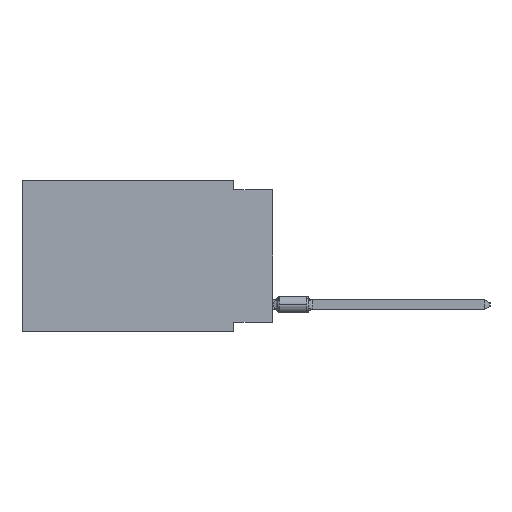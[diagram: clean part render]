
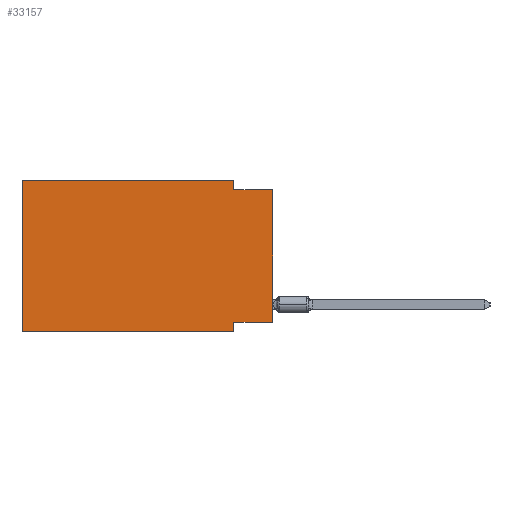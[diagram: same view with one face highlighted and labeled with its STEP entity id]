
A CAD part, left-side view. The second image highlights one B-rep face of the part: STEP entity #33157.
In plain terms, the highlighted planar face has unit normal (-1, 0, 0).
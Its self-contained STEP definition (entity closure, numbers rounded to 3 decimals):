
#686 = ORIENTED_EDGE ( 'NONE', *, *, #27550, .F. ) ;
#728 = EDGE_LOOP ( 'NONE', ( #9725, #686, #27221, #25523, #11699, #32782, #18951, #5998 ) ) ;
#735 = DIRECTION ( 'NONE',  ( 0., 0., -1. ) ) ;
#1685 = EDGE_CURVE ( 'NONE', #30341, #6246, #31878, .T. ) ;
#2305 = LINE ( 'NONE', #13458, #30378 ) ;
#2467 = CARTESIAN_POINT ( 'NONE',  ( 0., 16.383, 0. ) ) ;
#2749 = EDGE_CURVE ( 'NONE', #22066, #9629, #23133, .T. ) ;
#2823 = CARTESIAN_POINT ( 'NONE',  ( 0., 2.54, 0. ) ) ;
#2843 = CARTESIAN_POINT ( 'NONE',  ( 0., 2.54, -9.906 ) ) ;
#3263 = CARTESIAN_POINT ( 'NONE',  ( 0., 0., 0. ) ) ;
#4743 = EDGE_CURVE ( 'NONE', #33527, #29392, #30392, .T. ) ;
#5210 = VERTEX_POINT ( 'NONE', #20337 ) ;
#5998 = ORIENTED_EDGE ( 'NONE', *, *, #13845, .F. ) ;
#6038 = DIRECTION ( 'NONE',  ( 0., 0., -1. ) ) ;
#6183 = DIRECTION ( 'NONE',  ( 0., 0., 1. ) ) ;
#6246 = VERTEX_POINT ( 'NONE', #2843 ) ;
#7022 = VECTOR ( 'NONE', #15447, 1000. ) ;
#9629 = VERTEX_POINT ( 'NONE', #26752 ) ;
#9725 = ORIENTED_EDGE ( 'NONE', *, *, #2749, .T. ) ;
#10144 = LINE ( 'NONE', #34590, #7022 ) ;
#11699 = ORIENTED_EDGE ( 'NONE', *, *, #21103, .F. ) ;
#13458 = CARTESIAN_POINT ( 'NONE',  ( 0., 0., -0.635 ) ) ;
#13845 = EDGE_CURVE ( 'NONE', #22066, #5210, #20121, .T. ) ;
#14306 = DIRECTION ( 'NONE',  ( 0., 1., 0. ) ) ;
#14546 = VECTOR ( 'NONE', #6183, 1000. ) ;
#14619 = LINE ( 'NONE', #15150, #14733 ) ;
#14733 = VECTOR ( 'NONE', #735, 1000. ) ;
#15150 = CARTESIAN_POINT ( 'NONE',  ( 0., 2.54, -9.906 ) ) ;
#15447 = DIRECTION ( 'NONE',  ( 0., 0., 1. ) ) ;
#16484 = AXIS2_PLACEMENT_3D ( 'NONE', #22808, #30495, #6038 ) ;
#16581 = CARTESIAN_POINT ( 'NONE',  ( 0., 0., -9.271 ) ) ;
#18055 = CARTESIAN_POINT ( 'NONE',  ( 0., 16.383, 0. ) ) ;
#18951 = ORIENTED_EDGE ( 'NONE', *, *, #29022, .F. ) ;
#20085 = FACE_OUTER_BOUND ( 'NONE', #728, .T. ) ;
#20121 = LINE ( 'NONE', #33792, #32367 ) ;
#20337 = CARTESIAN_POINT ( 'NONE',  ( 0., 2.54, -9.271 ) ) ;
#20635 = DIRECTION ( 'NONE',  ( 0., -1., 0. ) ) ;
#21103 = EDGE_CURVE ( 'NONE', #30341, #24141, #10144, .T. ) ;
#21641 = VECTOR ( 'NONE', #25084, 1000. ) ;
#22066 = VERTEX_POINT ( 'NONE', #16581 ) ;
#22808 = CARTESIAN_POINT ( 'NONE',  ( 0., 16.383, 0. ) ) ;
#23133 = LINE ( 'NONE', #3263, #14546 ) ;
#23134 = CARTESIAN_POINT ( 'NONE',  ( 0., 2.54, -0.635 ) ) ;
#23551 = LINE ( 'NONE', #18055, #26815 ) ;
#24141 = VERTEX_POINT ( 'NONE', #2467 ) ;
#24247 = CARTESIAN_POINT ( 'NONE',  ( 0., 2.54, 0. ) ) ;
#24886 = EDGE_CURVE ( 'NONE', #24141, #33527, #23551, .T. ) ;
#25084 = DIRECTION ( 'NONE',  ( 0., 0., -1. ) ) ;
#25523 = ORIENTED_EDGE ( 'NONE', *, *, #24886, .F. ) ;
#26216 = CARTESIAN_POINT ( 'NONE',  ( 0., 16.383, -9.906 ) ) ;
#26752 = CARTESIAN_POINT ( 'NONE',  ( 0., 0., -0.635 ) ) ;
#26815 = VECTOR ( 'NONE', #20635, 1000. ) ;
#26954 = DIRECTION ( 'NONE',  ( 0., -1., 0. ) ) ;
#27221 = ORIENTED_EDGE ( 'NONE', *, *, #4743, .F. ) ;
#27550 = EDGE_CURVE ( 'NONE', #29392, #9629, #2305, .T. ) ;
#29022 = EDGE_CURVE ( 'NONE', #5210, #6246, #14619, .T. ) ;
#29392 = VERTEX_POINT ( 'NONE', #23134 ) ;
#30341 = VERTEX_POINT ( 'NONE', #33356 ) ;
#30378 = VECTOR ( 'NONE', #34217, 1000. ) ;
#30392 = LINE ( 'NONE', #2823, #21641 ) ;
#30495 = DIRECTION ( 'NONE',  ( 1., 0., 0. ) ) ;
#31878 = LINE ( 'NONE', #26216, #32625 ) ;
#32367 = VECTOR ( 'NONE', #14306, 1000. ) ;
#32625 = VECTOR ( 'NONE', #26954, 1000. ) ;
#32782 = ORIENTED_EDGE ( 'NONE', *, *, #1685, .T. ) ;
#33157 = ADVANCED_FACE ( 'NONE', ( #20085 ), #33576, .F. ) ;
#33356 = CARTESIAN_POINT ( 'NONE',  ( 0., 16.383, -9.906 ) ) ;
#33527 = VERTEX_POINT ( 'NONE', #24247 ) ;
#33576 = PLANE ( 'NONE',  #16484 ) ;
#33792 = CARTESIAN_POINT ( 'NONE',  ( 0., 0., -9.271 ) ) ;
#34217 = DIRECTION ( 'NONE',  ( 0., -1., 0. ) ) ;
#34590 = CARTESIAN_POINT ( 'NONE',  ( 0., 16.383, 0. ) ) ;
